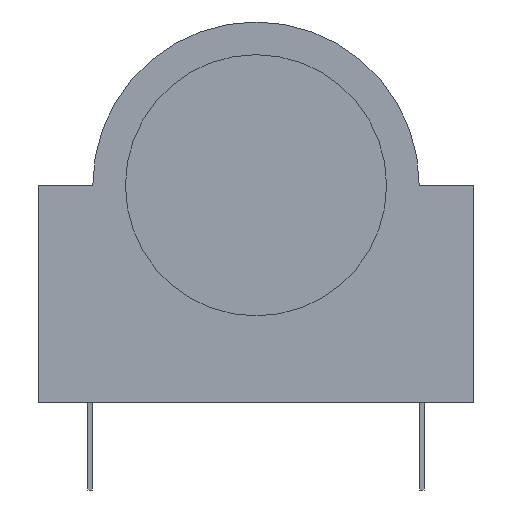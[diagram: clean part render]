
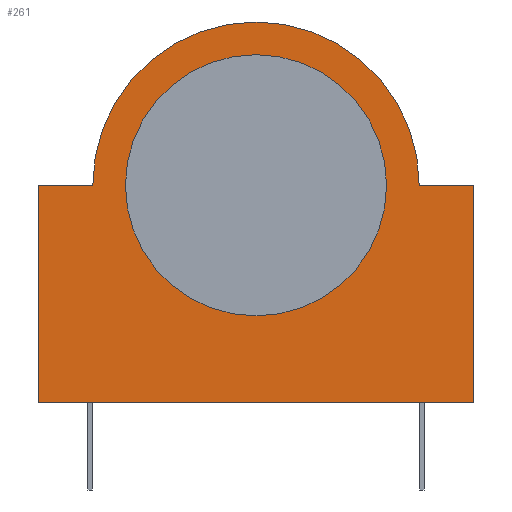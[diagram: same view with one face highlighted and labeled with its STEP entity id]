
A CAD part, left-side view. The second image highlights one B-rep face of the part: STEP entity #261.
In plain terms, the highlighted planar face has unit normal (-1, 0, 0).
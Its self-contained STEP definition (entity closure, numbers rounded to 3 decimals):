
#21 = EDGE_CURVE('',#22,#24,#26,.T.);
#22 = VERTEX_POINT('',#23);
#23 = CARTESIAN_POINT('',(-10.5,10.,0.));
#24 = VERTEX_POINT('',#25);
#25 = CARTESIAN_POINT('',(-10.5,-10.,0.));
#26 = LINE('',#27,#28);
#27 = CARTESIAN_POINT('',(-10.5,10.,0.));
#28 = VECTOR('',#29,1.);
#29 = DIRECTION('',(0.,-1.,0.));
#261 = ADVANCED_FACE('',(#262,#304),#315,.T.);
#262 = FACE_BOUND('',#263,.T.);
#263 = EDGE_LOOP('',(#264,#265,#273,#281,#290,#298));
#264 = ORIENTED_EDGE('',*,*,#21,.T.);
#265 = ORIENTED_EDGE('',*,*,#266,.T.);
#266 = EDGE_CURVE('',#24,#267,#269,.T.);
#267 = VERTEX_POINT('',#268);
#268 = CARTESIAN_POINT('',(-10.5,-10.,10.));
#269 = LINE('',#270,#271);
#270 = CARTESIAN_POINT('',(-10.5,-10.,0.));
#271 = VECTOR('',#272,1.);
#272 = DIRECTION('',(0.,0.,1.));
#273 = ORIENTED_EDGE('',*,*,#274,.F.);
#274 = EDGE_CURVE('',#275,#267,#277,.T.);
#275 = VERTEX_POINT('',#276);
#276 = CARTESIAN_POINT('',(-10.5,-7.5,10.));
#277 = LINE('',#278,#279);
#278 = CARTESIAN_POINT('',(-10.5,10.,10.));
#279 = VECTOR('',#280,1.);
#280 = DIRECTION('',(0.,-1.,0.));
#281 = ORIENTED_EDGE('',*,*,#282,.F.);
#282 = EDGE_CURVE('',#283,#275,#285,.T.);
#283 = VERTEX_POINT('',#284);
#284 = CARTESIAN_POINT('',(-10.5,7.5,10.));
#285 = CIRCLE('',#286,7.5);
#286 = AXIS2_PLACEMENT_3D('',#287,#288,#289);
#287 = CARTESIAN_POINT('',(-10.5,0.,10.));
#288 = DIRECTION('',(1.,0.,0.));
#289 = DIRECTION('',(0.,1.,0.));
#290 = ORIENTED_EDGE('',*,*,#291,.F.);
#291 = EDGE_CURVE('',#292,#283,#294,.T.);
#292 = VERTEX_POINT('',#293);
#293 = CARTESIAN_POINT('',(-10.5,10.,10.));
#294 = LINE('',#295,#296);
#295 = CARTESIAN_POINT('',(-10.5,10.,10.));
#296 = VECTOR('',#297,1.);
#297 = DIRECTION('',(0.,-1.,0.));
#298 = ORIENTED_EDGE('',*,*,#299,.F.);
#299 = EDGE_CURVE('',#22,#292,#300,.T.);
#300 = LINE('',#301,#302);
#301 = CARTESIAN_POINT('',(-10.5,10.,0.));
#302 = VECTOR('',#303,1.);
#303 = DIRECTION('',(0.,0.,1.));
#304 = FACE_BOUND('',#305,.T.);
#305 = EDGE_LOOP('',(#306));
#306 = ORIENTED_EDGE('',*,*,#307,.F.);
#307 = EDGE_CURVE('',#308,#308,#310,.T.);
#308 = VERTEX_POINT('',#309);
#309 = CARTESIAN_POINT('',(-10.5,-6.,10.));
#310 = CIRCLE('',#311,6.);
#311 = AXIS2_PLACEMENT_3D('',#312,#313,#314);
#312 = CARTESIAN_POINT('',(-10.5,0.,10.));
#313 = DIRECTION('',(-1.,0.,0.));
#314 = DIRECTION('',(0.,-1.,0.));
#315 = PLANE('',#316);
#316 = AXIS2_PLACEMENT_3D('',#317,#318,#319);
#317 = CARTESIAN_POINT('',(-10.5,0.,6.999));
#318 = DIRECTION('',(-1.,-0.,-0.));
#319 = DIRECTION('',(0.,0.,-1.));
